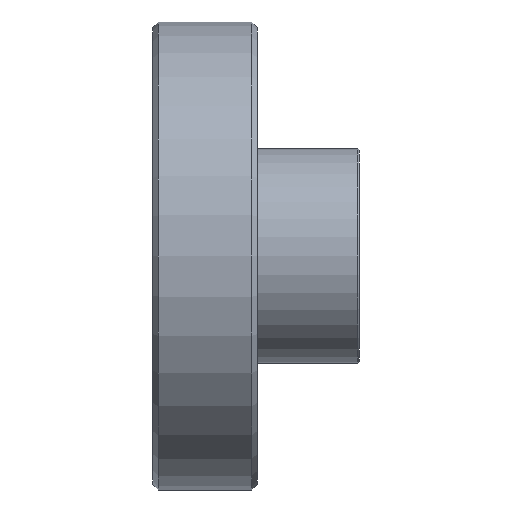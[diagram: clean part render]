
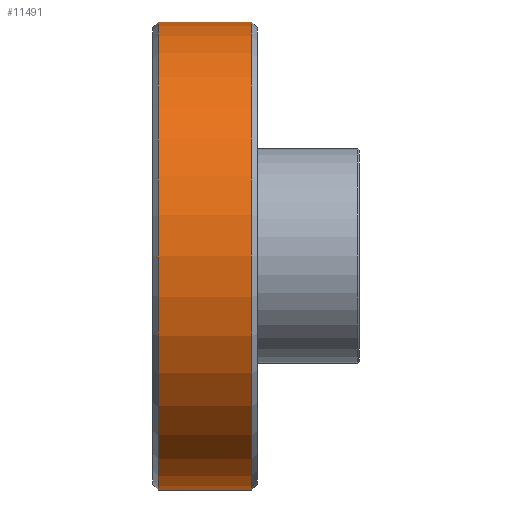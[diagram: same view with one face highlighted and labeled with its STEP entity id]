
A CAD part, left-side view. The second image highlights one B-rep face of the part: STEP entity #11491.
In plain terms, the highlighted cylindrical face has radius 17 mm (diameter 34 mm), a partial arc.
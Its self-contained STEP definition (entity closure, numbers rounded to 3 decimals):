
#200 = EDGE_CURVE ( 'NONE', #11829, #4140, #15489, .T. ) ;
#429 = CARTESIAN_POINT ( 'NONE',  ( 0., 0.4, -17. ) ) ;
#862 = ORIENTED_EDGE ( 'NONE', *, *, #12537, .T. ) ;
#1365 = AXIS2_PLACEMENT_3D ( 'NONE', #7349, #16603, #8690 ) ;
#1592 = CARTESIAN_POINT ( 'NONE',  ( 0., 0.4, 0. ) ) ;
#2593 = ORIENTED_EDGE ( 'NONE', *, *, #10709, .T. ) ;
#2945 = DIRECTION ( 'NONE',  ( 0., 0., -1. ) ) ;
#3250 = AXIS2_PLACEMENT_3D ( 'NONE', #9691, #10980, #15020 ) ;
#3451 = CARTESIAN_POINT ( 'NONE',  ( 0., 7.2, 17. ) ) ;
#4140 = VERTEX_POINT ( 'NONE', #3451 ) ;
#4185 = FACE_OUTER_BOUND ( 'NONE', #8673, .T. ) ;
#4911 = VECTOR ( 'NONE', #13490, 1000. ) ;
#5165 = ORIENTED_EDGE ( 'NONE', *, *, #200, .T. ) ;
#5998 = CIRCLE ( 'NONE', #1365, 17. ) ;
#6840 = VERTEX_POINT ( 'NONE', #11592 ) ;
#7349 = CARTESIAN_POINT ( 'NONE',  ( 0., 7.2, 0. ) ) ;
#7491 = CIRCLE ( 'NONE', #9930, 17. ) ;
#8453 = ORIENTED_EDGE ( 'NONE', *, *, #14933, .F. ) ;
#8673 = EDGE_LOOP ( 'NONE', ( #8453, #2593, #5165, #862 ) ) ;
#8690 = DIRECTION ( 'NONE',  ( 0., 0., 1. ) ) ;
#8823 = DIRECTION ( 'NONE',  ( 0., 1., 0. ) ) ;
#9691 = CARTESIAN_POINT ( 'NONE',  ( 0., 53.835, 0. ) ) ;
#9930 = AXIS2_PLACEMENT_3D ( 'NONE', #1592, #10911, #2945 ) ;
#10709 = EDGE_CURVE ( 'NONE', #14333, #11829, #7491, .T. ) ;
#10911 = DIRECTION ( 'NONE',  ( 0., 1., 0. ) ) ;
#10980 = DIRECTION ( 'NONE',  ( 0., 1., 0. ) ) ;
#11491 = ADVANCED_FACE ( 'NONE', ( #4185 ), #13117, .T. ) ;
#11500 = CARTESIAN_POINT ( 'NONE',  ( 0., 53.835, -17. ) ) ;
#11592 = CARTESIAN_POINT ( 'NONE',  ( 0., 7.2, -17. ) ) ;
#11596 = LINE ( 'NONE', #11500, #14713 ) ;
#11829 = VERTEX_POINT ( 'NONE', #15337 ) ;
#12537 = EDGE_CURVE ( 'NONE', #4140, #6840, #5998, .T. ) ;
#13117 = CYLINDRICAL_SURFACE ( 'NONE', #3250, 17. ) ;
#13490 = DIRECTION ( 'NONE',  ( 0., 1., 0. ) ) ;
#13770 = CARTESIAN_POINT ( 'NONE',  ( 0., 53.835, 17. ) ) ;
#14333 = VERTEX_POINT ( 'NONE', #429 ) ;
#14713 = VECTOR ( 'NONE', #8823, 1000. ) ;
#14933 = EDGE_CURVE ( 'NONE', #14333, #6840, #11596, .T. ) ;
#15020 = DIRECTION ( 'NONE',  ( 0., 0., 1. ) ) ;
#15337 = CARTESIAN_POINT ( 'NONE',  ( 0., 0.4, 17. ) ) ;
#15489 = LINE ( 'NONE', #13770, #4911 ) ;
#16603 = DIRECTION ( 'NONE',  ( 0., -1., 0. ) ) ;
